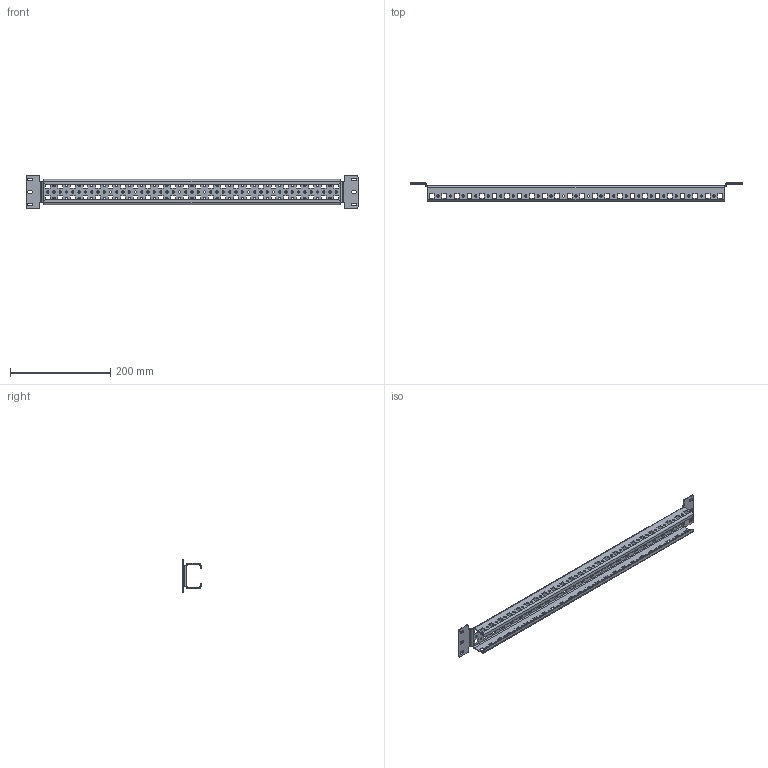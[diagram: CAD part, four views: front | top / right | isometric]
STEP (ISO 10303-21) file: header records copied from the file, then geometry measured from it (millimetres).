
FILE_DESCRIPTION (( 'STEP AP214' ), '1' );
FILE_NAME ('954.070.STEP', '2024-08-22T11:36:11', ( '' ), ( '' ), 'SwSTEP 2.0', 'SolidWorks 2021', '' );
FILE_SCHEMA (( 'AUTOMOTIVE_DESIGN' ));
Length unit declared in the file: millimetre
Products named in the file (1): 954.070
Bounding box: 661.8 x 36 x 67 mm (x, y, z)
Volume: 124896 mm3; surface area: 139734.2 mm2
Topology: 1 solids, 1 shells, 772 faces, 2254 edges, 1484 vertices
Faces by surface type: plane 454, cylinder 318
Entity records: 26564 total; most frequent: CARTESIAN_POINT 4511, ORIENTED_EDGE 4508, DIRECTION 4436, EDGE_CURVE 2254, VECTOR 1618, LINE 1618, VERTEX_POINT 1484, AXIS2_PLACEMENT_3D 1409
